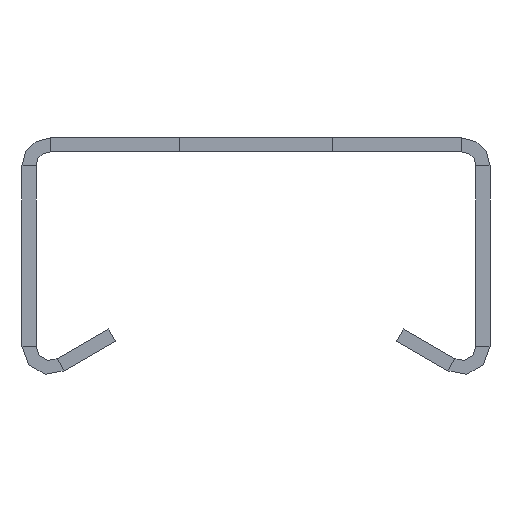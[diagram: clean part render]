
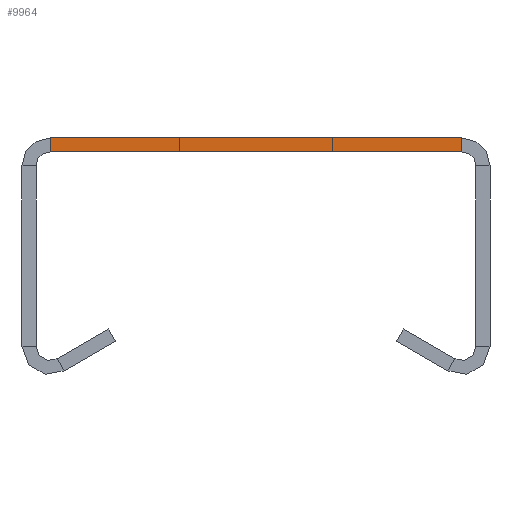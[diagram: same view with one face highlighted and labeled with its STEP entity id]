
A CAD part, front view. The second image highlights one B-rep face of the part: STEP entity #9964.
In plain terms, the highlighted planar face has unit normal (0, -1, 0).
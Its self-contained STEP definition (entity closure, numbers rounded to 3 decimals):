
#2273=DIRECTION('',(0.,0.,-1.));
#2274=VECTOR('',#2273,1.2);
#2275=CARTESIAN_POINT('',(17.6,-3000.,0.));
#2276=LINE('',#2275,#2274);
#2277=DIRECTION('',(1.,0.,0.));
#2278=VECTOR('',#2277,35.2);
#2279=CARTESIAN_POINT('',(-17.6,-3000.,-1.2));
#2280=LINE('',#2279,#2278);
#2281=DIRECTION('',(1.,0.,0.));
#2282=VECTOR('',#2281,35.2);
#2283=CARTESIAN_POINT('',(-17.6,-3000.,0.));
#2284=LINE('',#2283,#2282);
#4513=DIRECTION('',(0.,0.,-1.));
#4514=VECTOR('',#4513,1.2);
#4515=CARTESIAN_POINT('',(-17.6,-3000.,0.));
#4516=LINE('',#4515,#4514);
#6586=CARTESIAN_POINT('',(17.6,-3000.,0.));
#6588=VERTEX_POINT('',#6586);
#6598=CARTESIAN_POINT('',(-17.6,-3000.,0.));
#6600=VERTEX_POINT('',#6598);
#6618=CARTESIAN_POINT('',(17.6,-3000.,-1.2));
#6620=VERTEX_POINT('',#6618);
#6630=CARTESIAN_POINT('',(-17.6,-3000.,-1.2));
#6632=VERTEX_POINT('',#6630);
#9950=CARTESIAN_POINT('',(0.,-3000.,-0.6));
#9951=DIRECTION('',(0.,-1.,0.));
#9952=DIRECTION('',(1.,0.,0.));
#9953=AXIS2_PLACEMENT_3D('',#9950,#9951,#9952);
#9954=PLANE('',#9953);
#9956=ORIENTED_EDGE('',*,*,#9955,.T.);
#9958=ORIENTED_EDGE('',*,*,#9957,.F.);
#9960=ORIENTED_EDGE('',*,*,#9959,.F.);
#9961=ORIENTED_EDGE('',*,*,#8741,.T.);
#9962=EDGE_LOOP('',(#9956,#9958,#9960,#9961));
#9963=FACE_OUTER_BOUND('',#9962,.F.);
#9964=ADVANCED_FACE('',(#9963),#9954,.T.);
#8741=EDGE_CURVE('',#6600,#6588,#2284,.T.);
#9955=EDGE_CURVE('',#6588,#6620,#2276,.T.);
#9957=EDGE_CURVE('',#6632,#6620,#2280,.T.);
#9959=EDGE_CURVE('',#6600,#6632,#4516,.T.);
